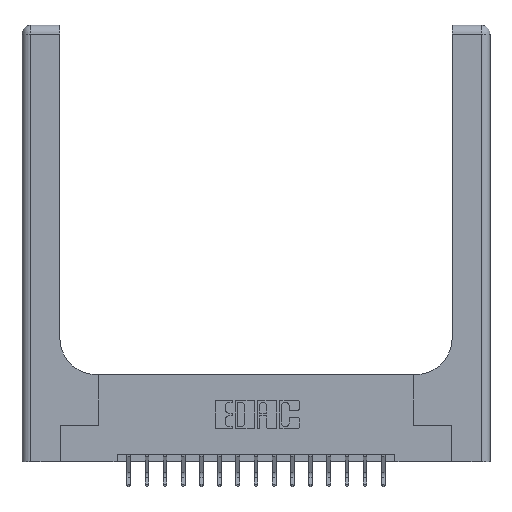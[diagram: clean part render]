
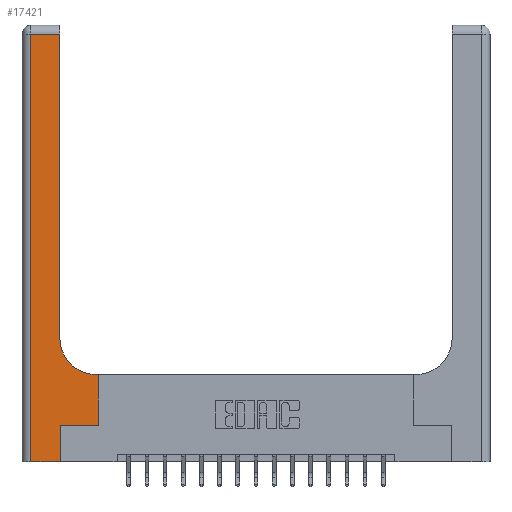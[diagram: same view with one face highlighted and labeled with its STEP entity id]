
A CAD part, top view. The second image highlights one B-rep face of the part: STEP entity #17421.
In plain terms, the highlighted planar face has unit normal (0, 0, 1).
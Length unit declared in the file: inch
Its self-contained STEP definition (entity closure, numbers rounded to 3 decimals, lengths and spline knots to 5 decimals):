
#219 = ORIENTED_EDGE ( 'NONE', *, *, #18907, .T. ) ;
#223 = LINE ( 'NONE', #6362, #1813 ) ;
#705 = ORIENTED_EDGE ( 'NONE', *, *, #17319, .T. ) ;
#769 = CARTESIAN_POINT ( 'NONE',  ( 0.26, 2.94, 0.37 ) ) ;
#825 = VERTEX_POINT ( 'NONE', #17246 ) ;
#1049 = FACE_OUTER_BOUND ( 'NONE', #11092, .T. ) ;
#1474 = DIRECTION ( 'NONE',  ( 1., 0., 0. ) ) ;
#1483 = DIRECTION ( 'NONE',  ( -1., 0., 0. ) ) ;
#1813 = VECTOR ( 'NONE', #10965, 39.37008 ) ;
#2225 = CARTESIAN_POINT ( 'NONE',  ( 0.26, 3., 0.37 ) ) ;
#2300 = LINE ( 'NONE', #2487, #18537 ) ;
#2487 = CARTESIAN_POINT ( 'NONE',  ( 0.26, 0.6, 0.37 ) ) ;
#3429 = VECTOR ( 'NONE', #17094, 39.37008 ) ;
#5190 = LINE ( 'NONE', #11156, #3429 ) ;
#5395 = VERTEX_POINT ( 'NONE', #17426 ) ;
#5597 = CARTESIAN_POINT ( 'NONE',  ( 0.51, 0.6, 0.37 ) ) ;
#5966 = ORIENTED_EDGE ( 'NONE', *, *, #6022, .T. ) ;
#6022 = EDGE_CURVE ( 'NONE', #12204, #5395, #223, .T. ) ;
#6100 = VERTEX_POINT ( 'NONE', #7722 ) ;
#6362 = CARTESIAN_POINT ( 'NONE',  ( 0.06, 3., 0.37 ) ) ;
#6414 = VERTEX_POINT ( 'NONE', #17472 ) ;
#6998 = CARTESIAN_POINT ( 'NONE',  ( 0., 3., 0.37 ) ) ;
#7425 = CARTESIAN_POINT ( 'NONE',  ( 0., 2.94, 0.37 ) ) ;
#7503 = CARTESIAN_POINT ( 'NONE',  ( 0.06, 2.94, 0.37 ) ) ;
#7560 = CARTESIAN_POINT ( 'NONE',  ( 0.265, 0.25, 0.37 ) ) ;
#7722 = CARTESIAN_POINT ( 'NONE',  ( 0.528, 0.25, 0.37 ) ) ;
#7809 = DIRECTION ( 'NONE',  ( 0., 0., -1. ) ) ;
#8116 = VECTOR ( 'NONE', #8120, 39.37008 ) ;
#8120 = DIRECTION ( 'NONE',  ( 1., 0., 0. ) ) ;
#8388 = VECTOR ( 'NONE', #1483, 39.37008 ) ;
#8494 = VERTEX_POINT ( 'NONE', #7560 ) ;
#8551 = DIRECTION ( 'NONE',  ( 0., 0., -1. ) ) ;
#8725 = LINE ( 'NONE', #17795, #12943 ) ;
#8867 = VERTEX_POINT ( 'NONE', #11942 ) ;
#9157 = ORIENTED_EDGE ( 'NONE', *, *, #11905, .T. ) ;
#9446 = ORIENTED_EDGE ( 'NONE', *, *, #13716, .T. ) ;
#9554 = LINE ( 'NONE', #2225, #13833 ) ;
#10207 = DIRECTION ( 'NONE',  ( 1., 0., 0. ) ) ;
#10331 = EDGE_CURVE ( 'NONE', #18627, #12204, #13599, .T. ) ;
#10674 = AXIS2_PLACEMENT_3D ( 'NONE', #16688, #7809, #1474 ) ;
#10965 = DIRECTION ( 'NONE',  ( 0., -1., 0. ) ) ;
#11092 = EDGE_LOOP ( 'NONE', ( #705, #18637, #5966, #18513, #9157, #17452, #9446, #219, #14821 ) ) ;
#11156 = CARTESIAN_POINT ( 'NONE',  ( 0.265, 0., 0.37 ) ) ;
#11874 = EDGE_CURVE ( 'NONE', #5395, #8867, #15536, .T. ) ;
#11905 = EDGE_CURVE ( 'NONE', #8867, #8494, #5190, .T. ) ;
#11942 = CARTESIAN_POINT ( 'NONE',  ( 0.265, 0., 0.37 ) ) ;
#12204 = VERTEX_POINT ( 'NONE', #7503 ) ;
#12943 = VECTOR ( 'NONE', #10207, 39.37008 ) ;
#13158 = PLANE ( 'NONE',  #14455 ) ;
#13599 = LINE ( 'NONE', #7425, #8388 ) ;
#13716 = EDGE_CURVE ( 'NONE', #6100, #825, #14242, .T. ) ;
#13833 = VECTOR ( 'NONE', #18710, 39.37008 ) ;
#14188 = CARTESIAN_POINT ( 'NONE',  ( 0., 0., 0.37 ) ) ;
#14242 = LINE ( 'NONE', #15490, #16882 ) ;
#14267 = VERTEX_POINT ( 'NONE', #5597 ) ;
#14455 = AXIS2_PLACEMENT_3D ( 'NONE', #6998, #8551, #16163 ) ;
#14821 = ORIENTED_EDGE ( 'NONE', *, *, #16020, .T. ) ;
#15490 = CARTESIAN_POINT ( 'NONE',  ( 0.528, 0.25, 0.37 ) ) ;
#15536 = LINE ( 'NONE', #14188, #8116 ) ;
#15581 = DIRECTION ( 'NONE',  ( -1., 0., 0. ) ) ;
#15867 = DIRECTION ( 'NONE',  ( 0., 1., 0. ) ) ;
#16020 = EDGE_CURVE ( 'NONE', #14267, #6414, #17211, .T. ) ;
#16163 = DIRECTION ( 'NONE',  ( -1., 0., 0. ) ) ;
#16688 = CARTESIAN_POINT ( 'NONE',  ( 0.51, 0.85, 0.37 ) ) ;
#16882 = VECTOR ( 'NONE', #15867, 39.37008 ) ;
#17094 = DIRECTION ( 'NONE',  ( 0., 1., 0. ) ) ;
#17211 = CIRCLE ( 'NONE', #10674, 0.25 ) ;
#17246 = CARTESIAN_POINT ( 'NONE',  ( 0.528, 0.6, 0.37 ) ) ;
#17319 = EDGE_CURVE ( 'NONE', #6414, #18627, #9554, .T. ) ;
#17421 = ADVANCED_FACE ( 'NONE', ( #1049 ), #13158, .F. ) ;
#17426 = CARTESIAN_POINT ( 'NONE',  ( 0.06, 0., 0.37 ) ) ;
#17452 = ORIENTED_EDGE ( 'NONE', *, *, #19019, .T. ) ;
#17472 = CARTESIAN_POINT ( 'NONE',  ( 0.26, 0.85, 0.37 ) ) ;
#17795 = CARTESIAN_POINT ( 'NONE',  ( 0.265, 0.25, 0.37 ) ) ;
#18513 = ORIENTED_EDGE ( 'NONE', *, *, #11874, .T. ) ;
#18537 = VECTOR ( 'NONE', #15581, 39.37008 ) ;
#18627 = VERTEX_POINT ( 'NONE', #769 ) ;
#18637 = ORIENTED_EDGE ( 'NONE', *, *, #10331, .T. ) ;
#18710 = DIRECTION ( 'NONE',  ( 0., 1., 0. ) ) ;
#18907 = EDGE_CURVE ( 'NONE', #825, #14267, #2300, .T. ) ;
#19019 = EDGE_CURVE ( 'NONE', #8494, #6100, #8725, .T. ) ;
